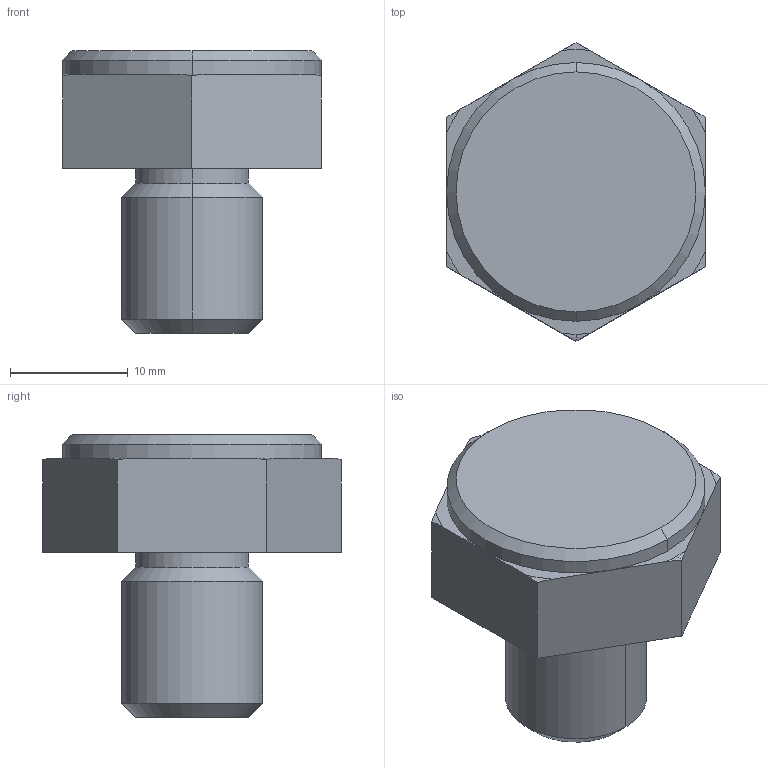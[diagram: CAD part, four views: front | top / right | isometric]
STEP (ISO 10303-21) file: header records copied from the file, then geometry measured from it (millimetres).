
FILE_DESCRIPTION (( 'STEP AP203' ), '1' );
FILE_NAME ('bj811-12010-f.STEP', '2021-10-25T00:31:04', ( '' ), ( '' ), 'SwSTEP 2.0', 'SolidWorks 2020', '' );
FILE_SCHEMA (( 'CONFIG_CONTROL_DESIGN' ));
Length unit declared in the file: millimetre
Products named in the file (1): bj811-12010-f
Bounding box: 22 x 25.4 x 24 mm (x, y, z)
Volume: 5573.7 mm3; surface area: 2095.5 mm2
Topology: 1 solids, 1 shells, 34 faces, 78 edges, 47 vertices
Faces by surface type: plane 15, bspline 7, cylinder 6, cone 6
Entity records: 1118 total; most frequent: CARTESIAN_POINT 322, ORIENTED_EDGE 156, DIRECTION 138, EDGE_CURVE 78, AXIS2_PLACEMENT_3D 51, VERTEX_POINT 47, VECTOR 36, LINE 36
